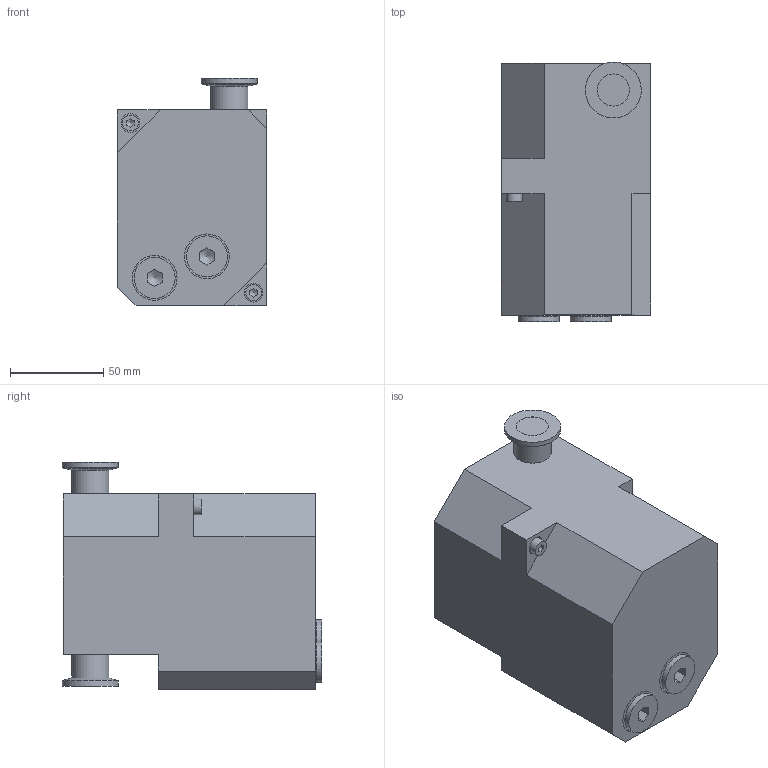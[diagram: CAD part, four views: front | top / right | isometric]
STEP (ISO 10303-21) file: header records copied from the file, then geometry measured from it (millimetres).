
FILE_DESCRIPTION((''),'2;1');
FILE_NAME('PK940084.stp','2010-04-30T15:14:44',('WANGORSCH-V'),(''),'Autodesk Inventor 2009','Autodesk Inventor 2009','');
FILE_SCHEMA(('CONFIG_CONTROL_DESIGN'));
Length unit declared in the file: millimetre
Products named in the file (1): PK940084
Bounding box: 80 x 139 x 122 mm (x, y, z)
Volume: 1015490.8 mm3; surface area: 69101.3 mm2
Topology: 1 solids, 5 shells, 117 faces, 262 edges, 171 vertices
Faces by surface type: plane 59, bspline 22, cone 16, cylinder 14, torus 6
Full cylindrical faces by diameter (mm): 5 x2, 8.5 x2, 16.5 x2, 17.2 x2, 20 x2, 22 x2, 30 x2
Entity records: 3217 total; most frequent: CARTESIAN_POINT 885, DIRECTION 429, ORIENTED_EDGE 378, EDGE_LOOP 193, EDGE_CURVE 189, AXIS2_PLACEMENT_3D 168, VERTEX_POINT 150, FACE_OUTER_BOUND 117
